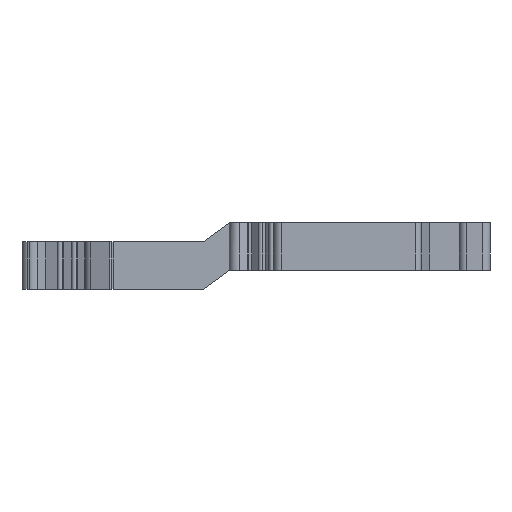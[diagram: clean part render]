
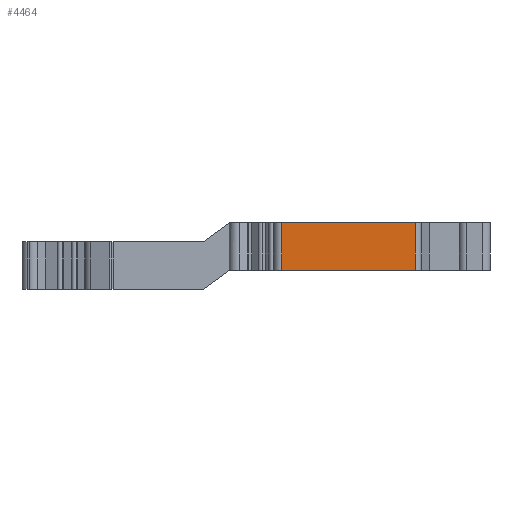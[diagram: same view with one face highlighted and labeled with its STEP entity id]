
A CAD part, left-side view. The second image highlights one B-rep face of the part: STEP entity #4464.
In plain terms, the highlighted planar face has unit normal (-1, 0, 0).
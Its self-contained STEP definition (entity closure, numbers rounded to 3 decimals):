
#775=DIRECTION('',(0.,0.,-1.));
#776=VECTOR('',#775,6.2);
#777=CARTESIAN_POINT('',(743.2,89.069,0.));
#778=LINE('',#777,#776);
#779=DIRECTION('',(0.,-1.,0.));
#780=VECTOR('',#779,17.402);
#781=CARTESIAN_POINT('',(743.2,106.472,0.));
#782=LINE('',#781,#780);
#783=DIRECTION('',(0.,1.,0.));
#784=VECTOR('',#783,17.402);
#785=CARTESIAN_POINT('',(743.2,89.069,-6.2));
#786=LINE('',#785,#784);
#787=DIRECTION('',(0.,0.,-1.));
#788=VECTOR('',#787,6.2);
#789=CARTESIAN_POINT('',(743.2,106.472,0.));
#790=LINE('',#789,#788);
#2995=CARTESIAN_POINT('',(743.2,106.472,0.));
#2996=VERTEX_POINT('',#2995);
#2997=CARTESIAN_POINT('',(743.2,89.069,0.));
#2999=VERTEX_POINT('',#2997);
#3556=CARTESIAN_POINT('',(743.2,106.472,-6.2));
#3557=VERTEX_POINT('',#3556);
#3558=CARTESIAN_POINT('',(743.2,89.069,-6.2));
#3560=VERTEX_POINT('',#3558);
#4452=CARTESIAN_POINT('',(743.2,106.472,0.));
#4453=DIRECTION('',(-1.,0.,0.));
#4454=DIRECTION('',(0.,-1.,0.));
#4455=AXIS2_PLACEMENT_3D('',#4452,#4453,#4454);
#4456=PLANE('',#4455);
#4457=ORIENTED_EDGE('',*,*,#3849,.T.);
#4458=ORIENTED_EDGE('',*,*,#4445,.T.);
#4459=ORIENTED_EDGE('',*,*,#4196,.T.);
#4461=ORIENTED_EDGE('',*,*,#4460,.F.);
#4462=EDGE_LOOP('',(#4457,#4458,#4459,#4461));
#4463=FACE_OUTER_BOUND('',#4462,.F.);
#4464=ADVANCED_FACE('',(#4463),#4456,.T.);
#3849=EDGE_CURVE('',#2996,#2999,#782,.T.);
#4196=EDGE_CURVE('',#3560,#3557,#786,.T.);
#4445=EDGE_CURVE('',#2999,#3560,#778,.T.);
#4460=EDGE_CURVE('',#2996,#3557,#790,.T.);
